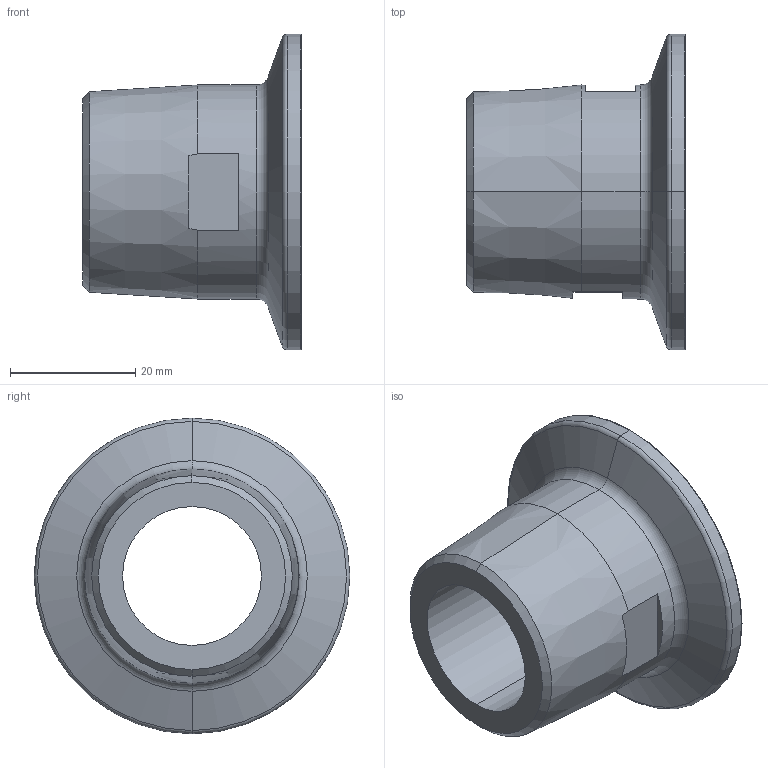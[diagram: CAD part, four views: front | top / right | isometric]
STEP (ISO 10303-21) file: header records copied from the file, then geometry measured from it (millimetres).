
FILE_DESCRIPTION (( 'STEP AP214' ), '1' );
FILE_NAME ('AM.100.100.STEP', '2020-03-16T13:18:41', ( '' ), ( '' ), 'SwSTEP 2.0', 'SolidWorks 2019', '' );
FILE_SCHEMA (( 'AUTOMOTIVE_DESIGN' ));
Length unit declared in the file: millimetre
Products named in the file (1): AM.100.100
Bounding box: 35 x 50.5 x 50.5 mm (x, y, z)
Volume: 21517.2 mm3; surface area: 9258.3 mm2
Topology: 1 solids, 1 shells, 37 faces, 77 edges, 44 vertices
Faces by surface type: torus 12, cone 10, plane 9, cylinder 6
Entity records: 1026 total; most frequent: DIRECTION 202, CARTESIAN_POINT 165, ORIENTED_EDGE 154, AXIS2_PLACEMENT_3D 89, EDGE_CURVE 77, CIRCLE 51, VERTEX_POINT 44, EDGE_LOOP 41
